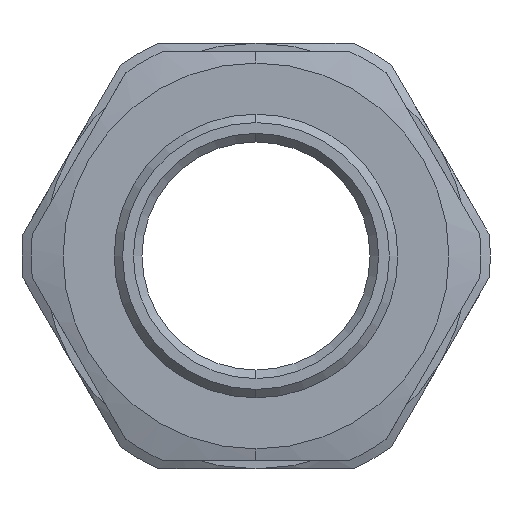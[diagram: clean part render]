
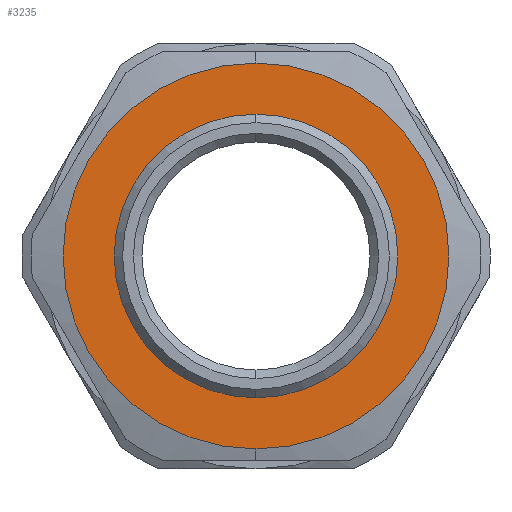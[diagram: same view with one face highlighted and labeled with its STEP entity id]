
A CAD part, left-side view. The second image highlights one B-rep face of the part: STEP entity #3235.
In plain terms, the highlighted planar face has unit normal (-1, 0, 0).
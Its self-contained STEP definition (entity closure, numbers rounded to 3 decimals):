
#42 = ORIENTED_EDGE ( 'NONE', *, *, #2796, .T. ) ;
#86 = CARTESIAN_POINT ( 'NONE',  ( 15.3, 0., 0. ) ) ;
#126 = CIRCLE ( 'NONE', #2742, 12.5 ) ;
#215 = VERTEX_POINT ( 'NONE', #3930 ) ;
#253 = ORIENTED_EDGE ( 'NONE', *, *, #1824, .F. ) ;
#398 = DIRECTION ( 'NONE',  ( 0., 0., -1. ) ) ;
#547 = CARTESIAN_POINT ( 'NONE',  ( 15.3, 12.5, 0. ) ) ;
#739 = VERTEX_POINT ( 'NONE', #1977 ) ;
#1128 = DIRECTION ( 'NONE',  ( 0., 0., -1. ) ) ;
#1406 = EDGE_CURVE ( 'NONE', #739, #2044, #1419, .T. ) ;
#1419 = CIRCLE ( 'NONE', #3350, 17. ) ;
#1536 = CARTESIAN_POINT ( 'NONE',  ( 15.3, 0., 12.5 ) ) ;
#1573 = CARTESIAN_POINT ( 'NONE',  ( 15.3, 0., 0. ) ) ;
#1575 = DIRECTION ( 'NONE',  ( 0., 0., -1. ) ) ;
#1632 = CIRCLE ( 'NONE', #2757, 17. ) ;
#1824 = EDGE_CURVE ( 'NONE', #2044, #739, #1632, .T. ) ;
#1885 = EDGE_LOOP ( 'NONE', ( #3609, #42 ) ) ;
#1906 = EDGE_CURVE ( 'NONE', #215, #4333, #2747, .T. ) ;
#1977 = CARTESIAN_POINT ( 'NONE',  ( 15.3, 0., -17. ) ) ;
#2030 = DIRECTION ( 'NONE',  ( 0., 0., -1. ) ) ;
#2044 = VERTEX_POINT ( 'NONE', #2542 ) ;
#2106 = DIRECTION ( 'NONE',  ( 1., 0., 0. ) ) ;
#2349 = PLANE ( 'NONE',  #3578 ) ;
#2356 = FACE_OUTER_BOUND ( 'NONE', #2730, .T. ) ;
#2542 = CARTESIAN_POINT ( 'NONE',  ( 15.3, 0., 17. ) ) ;
#2673 = DIRECTION ( 'NONE',  ( 0., 0., -1. ) ) ;
#2692 = DIRECTION ( 'NONE',  ( 1., 0., 0. ) ) ;
#2730 = EDGE_LOOP ( 'NONE', ( #2867, #253 ) ) ;
#2739 = DIRECTION ( 'NONE',  ( 1., 0., 0. ) ) ;
#2742 = AXIS2_PLACEMENT_3D ( 'NONE', #1573, #3378, #2673 ) ;
#2747 = CIRCLE ( 'NONE', #3623, 12.5 ) ;
#2757 = AXIS2_PLACEMENT_3D ( 'NONE', #4220, #2739, #2030 ) ;
#2796 = EDGE_CURVE ( 'NONE', #4333, #215, #126, .T. ) ;
#2867 = ORIENTED_EDGE ( 'NONE', *, *, #1406, .F. ) ;
#3235 = ADVANCED_FACE ( 'NONE', ( #2356, #4191 ), #2349, .F. ) ;
#3350 = AXIS2_PLACEMENT_3D ( 'NONE', #3563, #4286, #1128 ) ;
#3378 = DIRECTION ( 'NONE',  ( 1., 0., 0. ) ) ;
#3563 = CARTESIAN_POINT ( 'NONE',  ( 15.3, 0., 0. ) ) ;
#3578 = AXIS2_PLACEMENT_3D ( 'NONE', #547, #2692, #1575 ) ;
#3609 = ORIENTED_EDGE ( 'NONE', *, *, #1906, .T. ) ;
#3623 = AXIS2_PLACEMENT_3D ( 'NONE', #86, #2106, #398 ) ;
#3930 = CARTESIAN_POINT ( 'NONE',  ( 15.3, 0., -12.5 ) ) ;
#4191 = FACE_BOUND ( 'NONE', #1885, .T. ) ;
#4220 = CARTESIAN_POINT ( 'NONE',  ( 15.3, 0., 0. ) ) ;
#4286 = DIRECTION ( 'NONE',  ( 1., 0., 0. ) ) ;
#4333 = VERTEX_POINT ( 'NONE', #1536 ) ;
